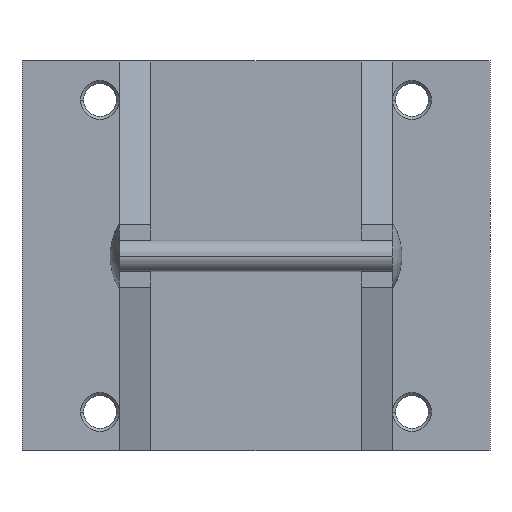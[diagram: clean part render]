
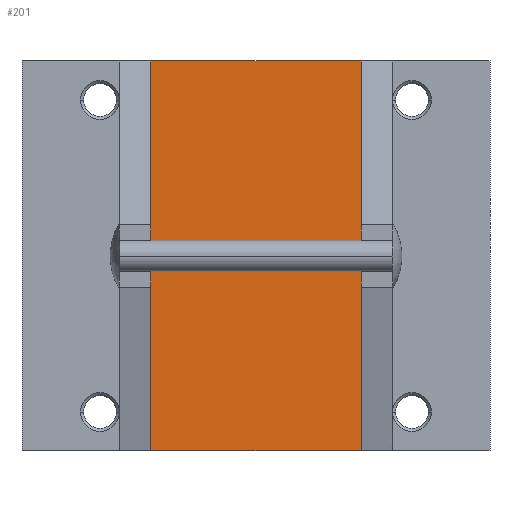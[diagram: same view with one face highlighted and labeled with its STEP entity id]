
A CAD part, front view. The second image highlights one B-rep face of the part: STEP entity #201.
In plain terms, the highlighted planar face has unit normal (0, -1, 0).
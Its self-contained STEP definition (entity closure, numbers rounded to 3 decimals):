
#201=ADVANCED_FACE('',(#462),#463,.F.);
#462=FACE_OUTER_BOUND('',#744,.T.);
#463=PLANE('',#745);
#744=EDGE_LOOP('',(#1708,#1709,#1710,#1711));
#745=AXIS2_PLACEMENT_3D('',#1712,#1713,#1714);
#1708=ORIENTED_EDGE('',*,*,#2069,.T.);
#1709=ORIENTED_EDGE('',*,*,#2103,.F.);
#1710=ORIENTED_EDGE('',*,*,#2096,.T.);
#1711=ORIENTED_EDGE('',*,*,#2101,.F.);
#1712=CARTESIAN_POINT('',(0.0,91.0,0.0));
#1713=DIRECTION('',(0.0,1.0,0.0));
#1714=DIRECTION('',(0.0,0.0,1.0));
#2069=EDGE_CURVE('',#2560,#2558,#2561,.T.);
#2096=EDGE_CURVE('',#2605,#2603,#2606,.T.);
#2101=EDGE_CURVE('',#2560,#2603,#2613,.T.);
#2103=EDGE_CURVE('',#2605,#2558,#2616,.T.);
#2558=VERTEX_POINT('',#3236);
#2560=VERTEX_POINT('',#3239);
#2561=LINE('',#3240,#3241);
#2603=VERTEX_POINT('',#3306);
#2605=VERTEX_POINT('',#3309);
#2606=LINE('',#3310,#3311);
#2613=LINE('',#3322,#3323);
#2616=LINE('',#3327,#3328);
#3236=CARTESIAN_POINT('',(-27.0,91.0,-50.0));
#3239=CARTESIAN_POINT('',(-27.0,91.0,50.0));
#3240=CARTESIAN_POINT('',(-27.0,91.0,25.0));
#3241=VECTOR('',#3849,1.0);
#3306=CARTESIAN_POINT('',(27.0,91.0,50.0));
#3309=CARTESIAN_POINT('',(27.0,91.0,-50.0));
#3310=CARTESIAN_POINT('',(27.0,91.0,-25.0));
#3311=VECTOR('',#3880,1.0);
#3322=CARTESIAN_POINT('',(0.0,91.0,50.0));
#3323=VECTOR('',#3885,1.0);
#3327=CARTESIAN_POINT('',(0.0,91.0,-50.0));
#3328=VECTOR('',#3887,1.0);
#3849=DIRECTION('',(0.,0.0,-1.0));
#3880=DIRECTION('',(0.0,-0.0,1.0));
#3885=DIRECTION('',(1.0,0.0,0.0));
#3887=DIRECTION('',(-1.0,0.0,0.0));
